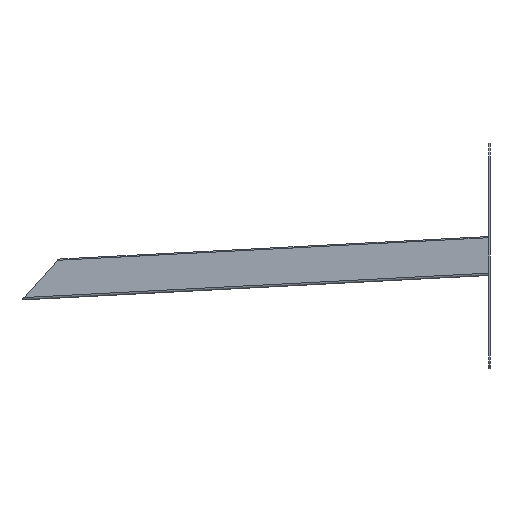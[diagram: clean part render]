
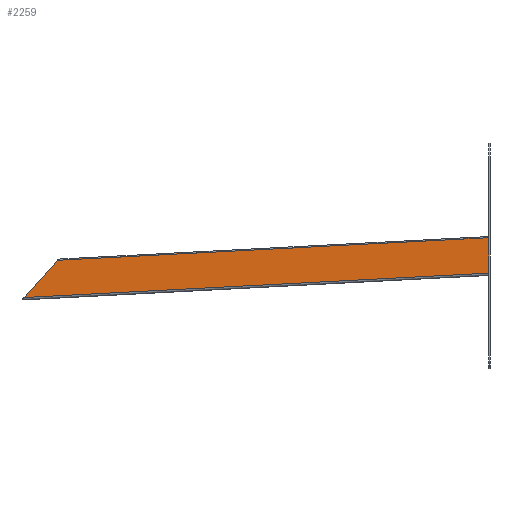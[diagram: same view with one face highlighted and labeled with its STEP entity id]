
A CAD part, left-side view. The second image highlights one B-rep face of the part: STEP entity #2259.
In plain terms, the highlighted planar face has unit normal (-1, 0, 0).
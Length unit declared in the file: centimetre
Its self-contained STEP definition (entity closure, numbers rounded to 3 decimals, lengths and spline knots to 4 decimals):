
#175=FACE_OUTER_BOUND('',#339,.T.);
#339=EDGE_LOOP('',(#1613,#1614,#1615,#1616,#1617,#1618,#1619,#1620,#1621,
#1622,#1623,#1624,#1625,#1626,#1627,#1628,#1629,#1630,#1631,#1632,#1633,
#1634,#1635,#1636,#1637,#1638,#1639,#1640));
#484=VERTEX_POINT('',#4386);
#485=VERTEX_POINT('',#4388);
#497=VERTEX_POINT('',#4417);
#498=VERTEX_POINT('',#4418);
#503=VERTEX_POINT('',#4432);
#507=VERTEX_POINT('',#4444);
#511=VERTEX_POINT('',#4456);
#517=VERTEX_POINT('',#4471);
#518=VERTEX_POINT('',#4472);
#523=VERTEX_POINT('',#4486);
#527=VERTEX_POINT('',#4498);
#533=VERTEX_POINT('',#4513);
#534=VERTEX_POINT('',#4514);
#539=VERTEX_POINT('',#4528);
#543=VERTEX_POINT('',#4540);
#549=VERTEX_POINT('',#4555);
#550=VERTEX_POINT('',#4556);
#555=VERTEX_POINT('',#4570);
#559=VERTEX_POINT('',#4582);
#565=VERTEX_POINT('',#4597);
#566=VERTEX_POINT('',#4598);
#571=VERTEX_POINT('',#4612);
#573=VERTEX_POINT('',#4618);
#574=VERTEX_POINT('',#4619);
#587=VERTEX_POINT('',#4649);
#593=VERTEX_POINT('',#4667);
#595=VERTEX_POINT('',#4673);
#600=VERTEX_POINT('',#4687);
#819=EDGE_CURVE('',#485,#484,#2427,.T.);
#833=EDGE_CURVE('',#497,#498,#2438,.T.);
#840=EDGE_CURVE('',#498,#503,#2445,.T.);
#846=EDGE_CURVE('',#503,#507,#2451,.T.);
#852=EDGE_CURVE('',#507,#511,#2457,.T.);
#859=EDGE_CURVE('',#517,#518,#2464,.T.);
#866=EDGE_CURVE('',#518,#523,#2471,.T.);
#872=EDGE_CURVE('',#523,#527,#2477,.T.);
#879=EDGE_CURVE('',#533,#534,#2484,.T.);
#886=EDGE_CURVE('',#534,#539,#2491,.T.);
#892=EDGE_CURVE('',#539,#543,#2497,.T.);
#899=EDGE_CURVE('',#549,#550,#2504,.T.);
#906=EDGE_CURVE('',#550,#555,#2511,.T.);
#912=EDGE_CURVE('',#555,#559,#2517,.T.);
#919=EDGE_CURVE('',#565,#566,#2524,.T.);
#926=EDGE_CURVE('',#566,#571,#2531,.T.);
#929=EDGE_CURVE('',#573,#574,#2534,.T.);
#944=EDGE_CURVE('',#571,#587,#2545,.T.);
#953=EDGE_CURVE('',#593,#573,#2554,.T.);
#956=EDGE_CURVE('',#595,#593,#2557,.T.);
#964=EDGE_CURVE('',#484,#600,#2565,.T.);
#966=EDGE_CURVE('',#595,#587,#2567,.T.);
#968=EDGE_CURVE('',#565,#559,#2569,.T.);
#970=EDGE_CURVE('',#549,#543,#2571,.T.);
#972=EDGE_CURVE('',#533,#527,#2573,.T.);
#974=EDGE_CURVE('',#517,#511,#2575,.T.);
#986=EDGE_CURVE('',#574,#485,#2587,.T.);
#987=EDGE_CURVE('',#497,#600,#2588,.T.);
#1613=ORIENTED_EDGE('',*,*,#833,.T.);
#1614=ORIENTED_EDGE('',*,*,#840,.T.);
#1615=ORIENTED_EDGE('',*,*,#846,.T.);
#1616=ORIENTED_EDGE('',*,*,#852,.T.);
#1617=ORIENTED_EDGE('',*,*,#974,.F.);
#1618=ORIENTED_EDGE('',*,*,#859,.T.);
#1619=ORIENTED_EDGE('',*,*,#866,.T.);
#1620=ORIENTED_EDGE('',*,*,#872,.T.);
#1621=ORIENTED_EDGE('',*,*,#972,.F.);
#1622=ORIENTED_EDGE('',*,*,#879,.T.);
#1623=ORIENTED_EDGE('',*,*,#886,.T.);
#1624=ORIENTED_EDGE('',*,*,#892,.T.);
#1625=ORIENTED_EDGE('',*,*,#970,.F.);
#1626=ORIENTED_EDGE('',*,*,#899,.T.);
#1627=ORIENTED_EDGE('',*,*,#906,.T.);
#1628=ORIENTED_EDGE('',*,*,#912,.T.);
#1629=ORIENTED_EDGE('',*,*,#968,.F.);
#1630=ORIENTED_EDGE('',*,*,#919,.T.);
#1631=ORIENTED_EDGE('',*,*,#926,.T.);
#1632=ORIENTED_EDGE('',*,*,#944,.T.);
#1633=ORIENTED_EDGE('',*,*,#966,.F.);
#1634=ORIENTED_EDGE('',*,*,#956,.T.);
#1635=ORIENTED_EDGE('',*,*,#953,.T.);
#1636=ORIENTED_EDGE('',*,*,#929,.T.);
#1637=ORIENTED_EDGE('',*,*,#986,.T.);
#1638=ORIENTED_EDGE('',*,*,#819,.T.);
#1639=ORIENTED_EDGE('',*,*,#964,.T.);
#1640=ORIENTED_EDGE('',*,*,#987,.F.);
#2109=PLANE('',#3281);
#2259=ADVANCED_FACE('',(#175),#2109,.F.);
#2427=LINE('',#4389,#2840);
#2438=LINE('',#4419,#2851);
#2445=LINE('',#4433,#2858);
#2451=LINE('',#4445,#2864);
#2457=LINE('',#4457,#2870);
#2464=LINE('',#4473,#2877);
#2471=LINE('',#4487,#2884);
#2477=LINE('',#4499,#2890);
#2484=LINE('',#4515,#2897);
#2491=LINE('',#4529,#2904);
#2497=LINE('',#4541,#2910);
#2504=LINE('',#4557,#2917);
#2511=LINE('',#4571,#2924);
#2517=LINE('',#4583,#2930);
#2524=LINE('',#4599,#2937);
#2531=LINE('',#4613,#2944);
#2534=LINE('',#4620,#2947);
#2545=LINE('',#4650,#2958);
#2554=LINE('',#4668,#2967);
#2557=LINE('',#4674,#2970);
#2565=LINE('',#4689,#2978);
#2567=LINE('',#4692,#2980);
#2569=LINE('',#4695,#2982);
#2571=LINE('',#4698,#2984);
#2573=LINE('',#4701,#2986);
#2575=LINE('',#4704,#2988);
#2587=LINE('',#4722,#3000);
#2588=LINE('',#4723,#3001);
#2840=VECTOR('',#3580,10.);
#2851=VECTOR('',#3603,10.);
#2858=VECTOR('',#3614,10.);
#2864=VECTOR('',#3624,10.);
#2870=VECTOR('',#3634,10.);
#2877=VECTOR('',#3645,10.);
#2884=VECTOR('',#3656,10.);
#2890=VECTOR('',#3666,10.);
#2897=VECTOR('',#3677,10.);
#2904=VECTOR('',#3688,10.);
#2910=VECTOR('',#3698,10.);
#2917=VECTOR('',#3709,10.);
#2924=VECTOR('',#3720,10.);
#2930=VECTOR('',#3730,10.);
#2937=VECTOR('',#3741,10.);
#2944=VECTOR('',#3752,10.);
#2947=VECTOR('',#3757,10.);
#2958=VECTOR('',#3780,10.);
#2967=VECTOR('',#3795,10.);
#2970=VECTOR('',#3800,10.);
#2978=VECTOR('',#3812,10.);
#2980=VECTOR('',#3816,10.);
#2982=VECTOR('',#3820,10.);
#2984=VECTOR('',#3824,10.);
#2986=VECTOR('',#3828,10.);
#2988=VECTOR('',#3832,10.);
#3000=VECTOR('',#3856,10.);
#3001=VECTOR('',#3857,10.);
#3281=AXIS2_PLACEMENT_3D('',#4721,#3854,#3855);
#3580=DIRECTION('',(0.,0.,1.));
#3603=DIRECTION('',(0.,1.,0.));
#3614=DIRECTION('',(0.,0.,1.));
#3624=DIRECTION('',(0.,0.999,-0.052));
#3634=DIRECTION('',(0.,0.052,0.999));
#3645=DIRECTION('',(0.,-0.052,-0.999));
#3656=DIRECTION('',(0.,0.999,-0.052));
#3666=DIRECTION('',(0.,0.052,0.999));
#3677=DIRECTION('',(0.,-0.052,-0.999));
#3688=DIRECTION('',(0.,0.999,-0.052));
#3698=DIRECTION('',(0.,0.052,0.999));
#3709=DIRECTION('',(0.,-0.052,-0.999));
#3720=DIRECTION('',(0.,0.999,-0.052));
#3730=DIRECTION('',(0.,0.052,0.999));
#3741=DIRECTION('',(0.,-0.052,-0.999));
#3752=DIRECTION('',(0.,0.999,-0.052));
#3757=DIRECTION('',(0.,0.669,-0.743));
#3780=DIRECTION('',(0.,0.052,0.999));
#3795=DIRECTION('',(0.,0.999,-0.052));
#3800=DIRECTION('',(0.,-0.052,-0.999));
#3812=DIRECTION('',(0.,-1.,0.));
#3816=DIRECTION('',(0.,-0.999,0.052));
#3820=DIRECTION('',(0.,-0.999,0.052));
#3824=DIRECTION('',(0.,-0.999,0.052));
#3828=DIRECTION('',(0.,-0.999,0.052));
#3832=DIRECTION('',(0.,-0.999,0.052));
#3854=DIRECTION('center_axis',(1.,0.,0.));
#3855=DIRECTION('ref_axis',(0.,-0.999,0.052));
#3856=DIRECTION('',(0.,-0.999,0.052));
#3857=DIRECTION('',(0.,-0.052,-0.999));
#4386=CARTESIAN_POINT('',(-75.,1.5,-2.5));
#4388=CARTESIAN_POINT('',(-75.,1.5,-22.0302));
#4389=CARTESIAN_POINT('',(-75.,1.5,-21.0856));
#4417=CARTESIAN_POINT('',(-75.,0.319,2.5));
#4418=CARTESIAN_POINT('',(-75.,1.5,2.5));
#4419=CARTESIAN_POINT('',(-75.,162.5275,2.5));
#4432=CARTESIAN_POINT('',(-75.,1.5,23.5323));
#4433=CARTESIAN_POINT('',(-75.,1.5,-7.3184));
#4444=CARTESIAN_POINT('',(-75.,24.4685,22.3285));
#4445=CARTESIAN_POINT('',(-75.,163.738,15.0297));
#4456=CARTESIAN_POINT('',(-75.,24.547,23.8265));
#4457=CARTESIAN_POINT('',(-75.,23.8484,10.4965));
#4471=CARTESIAN_POINT('',(-75.,29.5401,23.5648));
#4472=CARTESIAN_POINT('',(-75.,29.4616,22.0668));
#4473=CARTESIAN_POINT('',(-75.,28.8808,10.9838));
#4486=CARTESIAN_POINT('',(-75.,149.2972,15.7865));
#4487=CARTESIAN_POINT('',(-75.,177.7189,14.297));
#4498=CARTESIAN_POINT('',(-75.,149.3757,17.2845));
#4499=CARTESIAN_POINT('',(-75.,148.6771,3.9545));
#4513=CARTESIAN_POINT('',(-75.,154.3688,17.0228));
#4514=CARTESIAN_POINT('',(-75.,154.2903,15.5248));
#4515=CARTESIAN_POINT('',(-75.,153.7095,4.4418));
#4528=CARTESIAN_POINT('',(-75.,274.1259,9.2445));
#4529=CARTESIAN_POINT('',(-75.,240.1332,11.026));
#4540=CARTESIAN_POINT('',(-75.,274.2044,10.7425));
#4541=CARTESIAN_POINT('',(-75.,273.5058,-2.5875));
#4555=CARTESIAN_POINT('',(-75.,279.1975,10.4808));
#4556=CARTESIAN_POINT('',(-75.,279.119,8.9829));
#4557=CARTESIAN_POINT('',(-75.,278.5382,-2.1002));
#4570=CARTESIAN_POINT('',(-75.,398.9546,2.7025));
#4571=CARTESIAN_POINT('',(-75.,302.5476,7.755));
#4582=CARTESIAN_POINT('',(-75.,399.0331,4.2005));
#4583=CARTESIAN_POINT('',(-75.,398.3345,-9.1295));
#4597=CARTESIAN_POINT('',(-75.,404.0262,3.9388));
#4598=CARTESIAN_POINT('',(-75.,403.9477,2.4409));
#4599=CARTESIAN_POINT('',(-75.,403.3669,-8.6422));
#4612=CARTESIAN_POINT('',(-75.,523.7832,-3.8395));
#4613=CARTESIAN_POINT('',(-75.,364.9619,4.484));
#4618=CARTESIAN_POINT('',(-75.,555.6048,-5.5071));
#4619=CARTESIAN_POINT('',(-75.,598.6611,-53.3261));
#4620=CARTESIAN_POINT('',(-75.,506.8121,48.6826));
#4649=CARTESIAN_POINT('',(-75.,523.8618,-2.3415));
#4650=CARTESIAN_POINT('',(-75.,523.1632,-15.6714));
#4667=CARTESIAN_POINT('',(-75.,528.7764,-4.1011));
#4668=CARTESIAN_POINT('',(-75.,427.3762,1.213));
#4673=CARTESIAN_POINT('',(-75.,528.8549,-2.6032));
#4674=CARTESIAN_POINT('',(-75.,528.1956,-15.1842));
#4687=CARTESIAN_POINT('',(-75.,0.057,-2.5));
#4689=CARTESIAN_POINT('',(-75.,163.118,-2.5));
#4692=CARTESIAN_POINT('',(-75.,650.6092,-8.9841));
#4695=CARTESIAN_POINT('',(-75.,650.6092,-8.9841));
#4698=CARTESIAN_POINT('',(-75.,650.6092,-8.9841));
#4701=CARTESIAN_POINT('',(-75.,650.6092,-8.9841));
#4704=CARTESIAN_POINT('',(-75.,650.6092,-8.9841));
#4721=CARTESIAN_POINT('Origin',(-75.,324.7359,-17.1368));
#4722=CARTESIAN_POINT('',(-75.,323.5948,-38.9105));
#4723=CARTESIAN_POINT('',(-75.,-1.1374,-25.2895));
